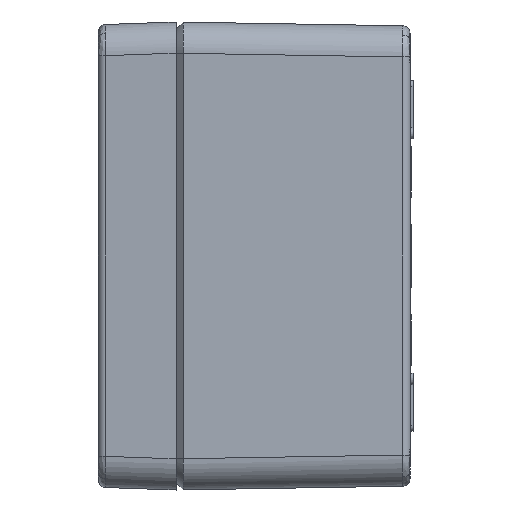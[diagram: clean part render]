
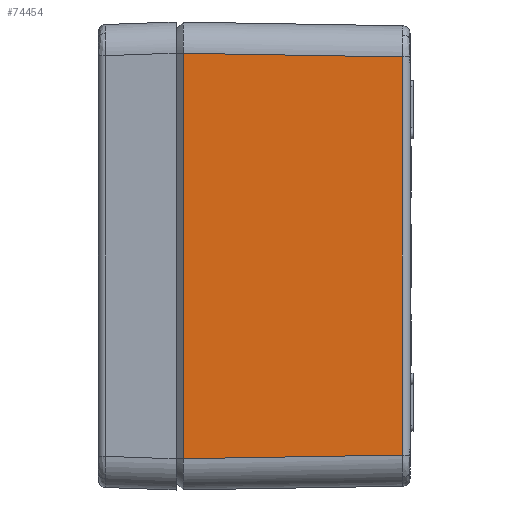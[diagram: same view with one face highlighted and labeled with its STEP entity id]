
A CAD part, left-side view. The second image highlights one B-rep face of the part: STEP entity #74454.
In plain terms, the highlighted planar face has unit normal (-1, -0.017, 0).
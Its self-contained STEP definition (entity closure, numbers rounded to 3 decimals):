
#28650 = CARTESIAN_POINT ( 'NONE',  ( -179.033, -58.033, 51.034 ) ) ;
#74412 = VERTEX_POINT ( 'NONE', #80321 ) ;
#74413 = VERTEX_POINT ( 'NONE', #80320 ) ;
#74414 = ORIENTED_EDGE ( 'NONE', *, *, #74415, .T. ) ;
#74415 = EDGE_CURVE ( 'NONE', #74413, #91581, #80316, .T. ) ;
#74416 = ORIENTED_EDGE ( 'NONE', *, *, #74418, .T. ) ;
#74418 = EDGE_CURVE ( 'NONE', #91581, #74421, #80306, .T. ) ;
#74421 = VERTEX_POINT ( 'NONE', #80299 ) ;
#74423 = ORIENTED_EDGE ( 'NONE', *, *, #74424, .T. ) ;
#74424 = EDGE_CURVE ( 'NONE', #74421, #74412, #80443, .T. ) ;
#74454 = ADVANCED_FACE ( 'NONE', ( #80489 ), #80457, .T. ) ;
#74457 = EDGE_LOOP ( 'NONE', ( #74460, #74414, #74416, #74423 ) ) ;
#74460 = ORIENTED_EDGE ( 'NONE', *, *, #74553, .T. ) ;
#74553 = EDGE_CURVE ( 'NONE', #74412, #74413, #80860, .T. ) ;
#80299 = CARTESIAN_POINT ( 'NONE',  ( -179.97, -1.8, 51.971 ) ) ;
#80301 = DIRECTION ( 'NONE',  ( -0.017, 1., 0.017 ) ) ;
#80303 = VECTOR ( 'NONE', #80301, 1000. ) ;
#80305 = CARTESIAN_POINT ( 'NONE',  ( -179.969, -1.866, 51.97 ) ) ;
#80306 = LINE ( 'NONE', #80305, #80303 ) ;
#80311 = DIRECTION ( 'NONE',  ( 0., 0., 1. ) ) ;
#80312 = VECTOR ( 'NONE', #80311, 1000. ) ;
#80314 = CARTESIAN_POINT ( 'NONE',  ( -179.033, -58.033, 51.001 ) ) ;
#80316 = LINE ( 'NONE', #80314, #80312 ) ;
#80320 = CARTESIAN_POINT ( 'NONE',  ( -179.033, -58.033, -51.034 ) ) ;
#80321 = CARTESIAN_POINT ( 'NONE',  ( -179.97, -1.8, -51.971 ) ) ;
#80439 = DIRECTION ( 'NONE',  ( 0., 0., -1. ) ) ;
#80440 = VECTOR ( 'NONE', #80439, 1000. ) ;
#80442 = CARTESIAN_POINT ( 'NONE',  ( -179.97, -1.8, -60. ) ) ;
#80443 = LINE ( 'NONE', #80442, #80440 ) ;
#80447 = DIRECTION ( 'NONE',  ( 0.017, -1., 0. ) ) ;
#80449 = DIRECTION ( 'NONE',  ( -1., -0.017, 0. ) ) ;
#80450 = AXIS2_PLACEMENT_3D ( 'NONE', #80455, #80449, #80447 ) ;
#80455 = CARTESIAN_POINT ( 'NONE',  ( -180., 0., -60. ) ) ;
#80457 = PLANE ( 'NONE',  #80450 ) ;
#80489 = FACE_OUTER_BOUND ( 'NONE', #74457, .T. ) ;
#80855 = DIRECTION ( 'NONE',  ( 0.017, -1., 0.017 ) ) ;
#80857 = VECTOR ( 'NONE', #80855, 1000. ) ;
#80858 = CARTESIAN_POINT ( 'NONE',  ( -180.002, 0.133, -52.003 ) ) ;
#80860 = LINE ( 'NONE', #80858, #80857 ) ;
#91581 = VERTEX_POINT ( 'NONE', #28650 ) ;
